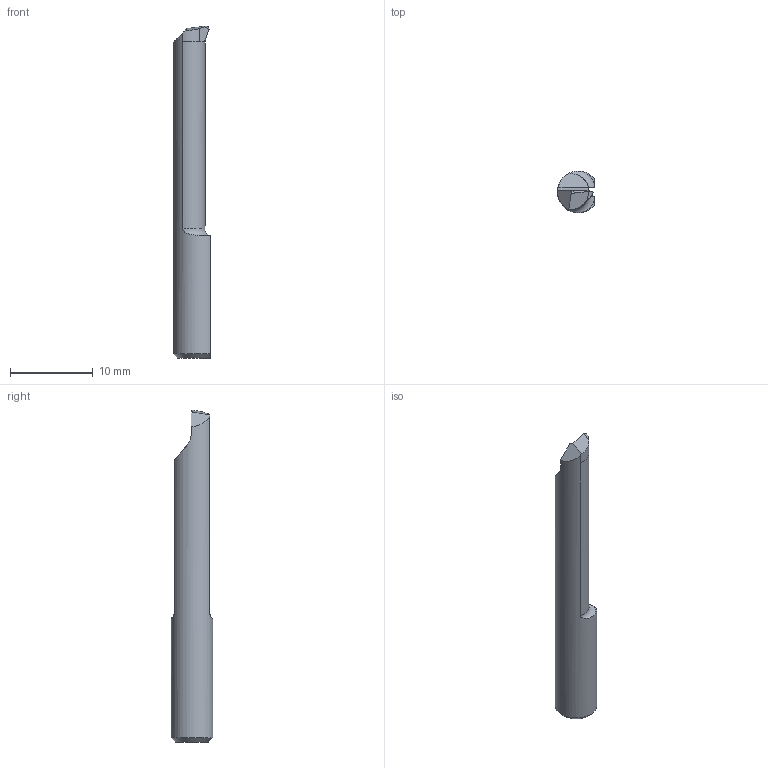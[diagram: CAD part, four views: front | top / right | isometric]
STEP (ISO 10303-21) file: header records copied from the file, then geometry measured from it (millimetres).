
FILE_DESCRIPTION (( 'STEP AP203' ), '1' );
FILE_NAME ('RF050.5-25.step', '2024-05-29T11:45:11', ( '' ), ( '' ), 'SwSTEP 2.0', 'SolidWorks 2022', '' );
FILE_SCHEMA (( 'CONFIG_CONTROL_DESIGN' ));
Length unit declared in the file: millimetre
Products named in the file (1): RF050.5-25
Bounding box: 4.45 x 5 x 40 mm (x, y, z)
Volume: 549.5 mm3; surface area: 583.7 mm2
Topology: 1 solids, 1 shells, 33 faces, 90 edges, 59 vertices
Faces by surface type: plane 17, cylinder 9, torus 6, cone 1
Entity records: 1216 total; most frequent: CARTESIAN_POINT 359, ORIENTED_EDGE 180, DIRECTION 145, EDGE_CURVE 90, VERTEX_POINT 59, AXIS2_PLACEMENT_3D 56, ADVANCED_FACE 33, EDGE_LOOP 33
